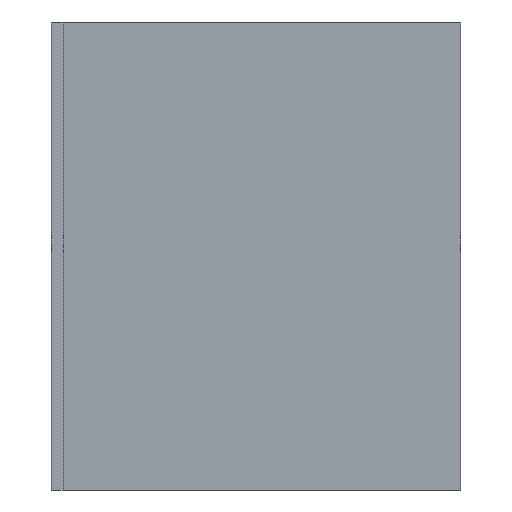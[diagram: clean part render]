
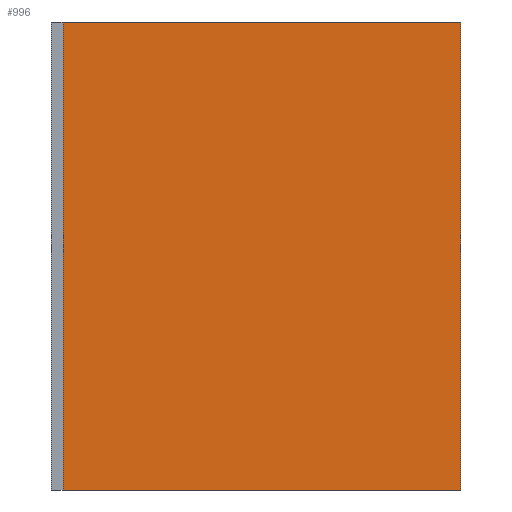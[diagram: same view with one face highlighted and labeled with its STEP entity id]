
A CAD part, left-side view. The second image highlights one B-rep face of the part: STEP entity #996.
In plain terms, the highlighted planar face has unit normal (-1, 0, 0).
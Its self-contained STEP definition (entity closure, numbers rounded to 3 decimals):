
#31 = LINE ( 'NONE', #1883, #68 ) ;
#68 = VECTOR ( 'NONE', #2941, 1000. ) ;
#145 = PLANE ( 'NONE',  #762 ) ;
#256 = ORIENTED_EDGE ( 'NONE', *, *, #1689, .F. ) ;
#601 = CARTESIAN_POINT ( 'NONE',  ( -0.004, -0.004, -0.16 ) ) ;
#648 = DIRECTION ( 'NONE',  ( 1., 0., 0. ) ) ;
#735 = DIRECTION ( 'NONE',  ( 0., 1., 0. ) ) ;
#762 = AXIS2_PLACEMENT_3D ( 'NONE', #933, #648, #3057 ) ;
#801 = LINE ( 'NONE', #2862, #2606 ) ;
#892 = CARTESIAN_POINT ( 'NONE',  ( -0.004, -0.004, 0. ) ) ;
#933 = CARTESIAN_POINT ( 'NONE',  ( -0.004, 0., -0.16 ) ) ;
#996 = ADVANCED_FACE ( 'NONE', ( #1180 ), #145, .F. ) ;
#1069 = EDGE_LOOP ( 'NONE', ( #1138, #3400, #256, #1375 ) ) ;
#1138 = ORIENTED_EDGE ( 'NONE', *, *, #2010, .T. ) ;
#1170 = CARTESIAN_POINT ( 'NONE',  ( -0.004, 0.132, 0. ) ) ;
#1180 = FACE_OUTER_BOUND ( 'NONE', #1069, .T. ) ;
#1283 = DIRECTION ( 'NONE',  ( 0., 0., 1. ) ) ;
#1287 = VERTEX_POINT ( 'NONE', #601 ) ;
#1375 = ORIENTED_EDGE ( 'NONE', *, *, #2363, .T. ) ;
#1532 = EDGE_CURVE ( 'NONE', #1812, #2631, #1544, .T. ) ;
#1544 = LINE ( 'NONE', #2600, #3270 ) ;
#1689 = EDGE_CURVE ( 'NONE', #1287, #1812, #801, .T. ) ;
#1699 = CARTESIAN_POINT ( 'NONE',  ( -0.004, -0.004, -0.16 ) ) ;
#1728 = CARTESIAN_POINT ( 'NONE',  ( -0.004, 0.132, -0.16 ) ) ;
#1812 = VERTEX_POINT ( 'NONE', #1728 ) ;
#1845 = VECTOR ( 'NONE', #2494, 1000. ) ;
#1883 = CARTESIAN_POINT ( 'NONE',  ( -0.004, 0., 0. ) ) ;
#1926 = LINE ( 'NONE', #1699, #1845 ) ;
#2010 = EDGE_CURVE ( 'NONE', #2649, #2631, #31, .T. ) ;
#2363 = EDGE_CURVE ( 'NONE', #1287, #2649, #1926, .T. ) ;
#2494 = DIRECTION ( 'NONE',  ( 0., 0., 1. ) ) ;
#2600 = CARTESIAN_POINT ( 'NONE',  ( -0.004, 0.132, -0.16 ) ) ;
#2606 = VECTOR ( 'NONE', #735, 1000. ) ;
#2631 = VERTEX_POINT ( 'NONE', #1170 ) ;
#2649 = VERTEX_POINT ( 'NONE', #892 ) ;
#2862 = CARTESIAN_POINT ( 'NONE',  ( -0.004, 0., -0.16 ) ) ;
#2941 = DIRECTION ( 'NONE',  ( 0., 1., 0. ) ) ;
#3057 = DIRECTION ( 'NONE',  ( 0., 1., 0. ) ) ;
#3270 = VECTOR ( 'NONE', #1283, 1000. ) ;
#3400 = ORIENTED_EDGE ( 'NONE', *, *, #1532, .F. ) ;
